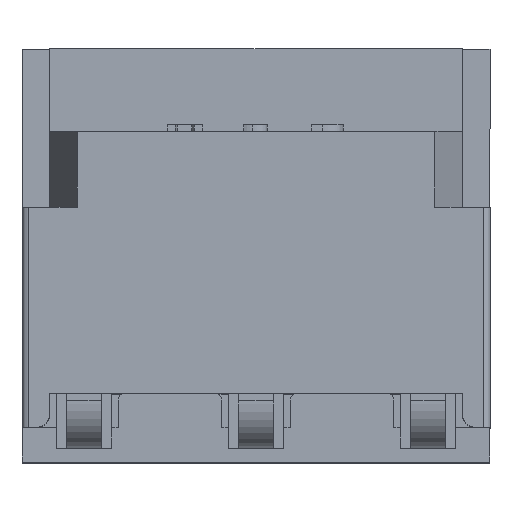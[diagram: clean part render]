
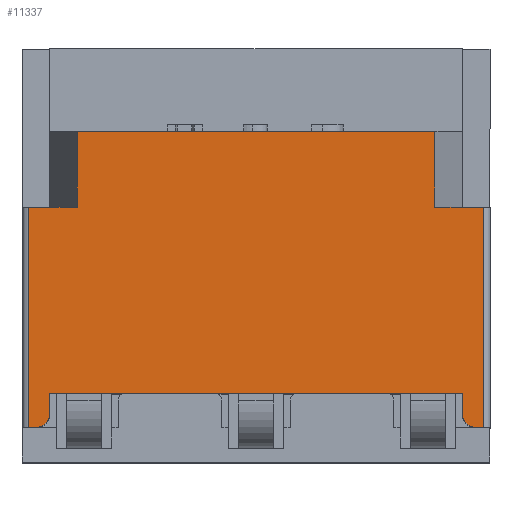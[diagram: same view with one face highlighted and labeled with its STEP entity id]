
A CAD part, top view. The second image highlights one B-rep face of the part: STEP entity #11337.
In plain terms, the highlighted planar face has unit normal (0, 0, 1).
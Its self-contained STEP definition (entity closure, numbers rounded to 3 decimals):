
#13 = ORIENTED_EDGE ( 'NONE', *, *, #5510, .F. ) ;
#66 = VERTEX_POINT ( 'NONE', #16134 ) ;
#176 = DIRECTION ( 'NONE',  ( 1., 0., 0. ) ) ;
#326 = LINE ( 'NONE', #8291, #10166 ) ;
#630 = EDGE_CURVE ( 'NONE', #3075, #2838, #11932, .T. ) ;
#675 = VECTOR ( 'NONE', #17139, 1000. ) ;
#846 = ORIENTED_EDGE ( 'NONE', *, *, #11086, .F. ) ;
#1007 = DIRECTION ( 'NONE',  ( 0., 1., 0. ) ) ;
#1121 = CARTESIAN_POINT ( 'NONE',  ( 3.2, 0., 3.4 ) ) ;
#1373 = VECTOR ( 'NONE', #6310, 1000. ) ;
#1599 = VERTEX_POINT ( 'NONE', #13113 ) ;
#2050 = VECTOR ( 'NONE', #1007, 1000. ) ;
#2089 = CARTESIAN_POINT ( 'NONE',  ( -3.3, 3.2, 3.4 ) ) ;
#2265 = ORIENTED_EDGE ( 'NONE', *, *, #14284, .T. ) ;
#2392 = LINE ( 'NONE', #7651, #2050 ) ;
#2445 = CARTESIAN_POINT ( 'NONE',  ( -3.3, 0., 3.4 ) ) ;
#2489 = VERTEX_POINT ( 'NONE', #4414 ) ;
#2505 = EDGE_CURVE ( 'NONE', #2838, #12450, #8425, .T. ) ;
#2615 = ORIENTED_EDGE ( 'NONE', *, *, #10771, .F. ) ;
#2690 = EDGE_CURVE ( 'NONE', #3597, #1599, #11794, .T. ) ;
#2838 = VERTEX_POINT ( 'NONE', #7876 ) ;
#2876 = VERTEX_POINT ( 'NONE', #2445 ) ;
#2915 = CARTESIAN_POINT ( 'NONE',  ( 3.2, 0.2, 3.4 ) ) ;
#2999 = VECTOR ( 'NONE', #176, 1000. ) ;
#3075 = VERTEX_POINT ( 'NONE', #2089 ) ;
#3597 = VERTEX_POINT ( 'NONE', #1121 ) ;
#3759 = CARTESIAN_POINT ( 'NONE',  ( -2.6, 4.3, 3.4 ) ) ;
#4106 = CARTESIAN_POINT ( 'NONE',  ( 3.3, 5.5, 3.4 ) ) ;
#4371 = CARTESIAN_POINT ( 'NONE',  ( 3.3, 3.2, 3.4 ) ) ;
#4414 = CARTESIAN_POINT ( 'NONE',  ( 3., 0.2, 3.4 ) ) ;
#4796 = VECTOR ( 'NONE', #11274, 1000. ) ;
#4817 = CIRCLE ( 'NONE', #7340, 0.2 ) ;
#5510 = EDGE_CURVE ( 'NONE', #13408, #6622, #14274, .T. ) ;
#5532 = DIRECTION ( 'NONE',  ( 0., 0., -1. ) ) ;
#5632 = DIRECTION ( 'NONE',  ( 0., 0., -1. ) ) ;
#5706 = ORIENTED_EDGE ( 'NONE', *, *, #9639, .F. ) ;
#5753 = EDGE_CURVE ( 'NONE', #6622, #17136, #4817, .T. ) ;
#5774 = DIRECTION ( 'NONE',  ( 1., 0., 0. ) ) ;
#5820 = LINE ( 'NONE', #6007, #7643 ) ;
#6007 = CARTESIAN_POINT ( 'NONE',  ( -2.6, 4.3, 3.4 ) ) ;
#6018 = VERTEX_POINT ( 'NONE', #12695 ) ;
#6125 = ORIENTED_EDGE ( 'NONE', *, *, #12004, .T. ) ;
#6310 = DIRECTION ( 'NONE',  ( 1., 0., 0. ) ) ;
#6591 = ORIENTED_EDGE ( 'NONE', *, *, #13002, .T. ) ;
#6622 = VERTEX_POINT ( 'NONE', #11534 ) ;
#6750 = EDGE_CURVE ( 'NONE', #66, #12576, #15049, .T. ) ;
#6825 = VECTOR ( 'NONE', #13209, 1000. ) ;
#6901 = CARTESIAN_POINT ( 'NONE',  ( -3.4, 3.2, 3.4 ) ) ;
#7227 = DIRECTION ( 'NONE',  ( 1., 0., 0. ) ) ;
#7340 = AXIS2_PLACEMENT_3D ( 'NONE', #15736, #9150, #16866 ) ;
#7643 = VECTOR ( 'NONE', #7227, 1000. ) ;
#7651 = CARTESIAN_POINT ( 'NONE',  ( 3., 0.2, 3.4 ) ) ;
#7876 = CARTESIAN_POINT ( 'NONE',  ( -2.6, 3.2, 3.4 ) ) ;
#8116 = LINE ( 'NONE', #4106, #8183 ) ;
#8134 = CARTESIAN_POINT ( 'NONE',  ( 3.4, 3.2, 3.4 ) ) ;
#8183 = VECTOR ( 'NONE', #9406, 1000. ) ;
#8280 = LINE ( 'NONE', #12255, #16628 ) ;
#8291 = CARTESIAN_POINT ( 'NONE',  ( -3.3, 5.5, 3.4 ) ) ;
#8425 = LINE ( 'NONE', #13688, #4796 ) ;
#8476 = VECTOR ( 'NONE', #5774, 1000. ) ;
#8489 = EDGE_CURVE ( 'NONE', #1599, #12576, #8116, .T. ) ;
#8672 = CARTESIAN_POINT ( 'NONE',  ( -3.4, 0., 3.4 ) ) ;
#9150 = DIRECTION ( 'NONE',  ( 0., 0., -1. ) ) ;
#9406 = DIRECTION ( 'NONE',  ( 0., 1., 0. ) ) ;
#9489 = DIRECTION ( 'NONE',  ( 0., -1., 0. ) ) ;
#9639 = EDGE_CURVE ( 'NONE', #2489, #9740, #2392, .T. ) ;
#9740 = VERTEX_POINT ( 'NONE', #15804 ) ;
#9904 = EDGE_CURVE ( 'NONE', #12450, #6018, #5820, .T. ) ;
#9960 = LINE ( 'NONE', #8672, #1373 ) ;
#10166 = VECTOR ( 'NONE', #9489, 1000. ) ;
#10312 = PLANE ( 'NONE',  #14986 ) ;
#10348 = CARTESIAN_POINT ( 'NONE',  ( 2.6, 3.2, 3.4 ) ) ;
#10694 = LINE ( 'NONE', #10348, #6825 ) ;
#10771 = EDGE_CURVE ( 'NONE', #9740, #13408, #8280, .T. ) ;
#10905 = DIRECTION ( 'NONE',  ( -1., 0., 0. ) ) ;
#11086 = EDGE_CURVE ( 'NONE', #3597, #2489, #14145, .T. ) ;
#11274 = DIRECTION ( 'NONE',  ( 0., 1., 0. ) ) ;
#11337 = ADVANCED_FACE ( 'NONE', ( #11527 ), #10312, .F. ) ;
#11527 = FACE_OUTER_BOUND ( 'NONE', #14663, .T. ) ;
#11534 = CARTESIAN_POINT ( 'NONE',  ( -3., 0.2, 3.4 ) ) ;
#11597 = ORIENTED_EDGE ( 'NONE', *, *, #8489, .T. ) ;
#11794 = LINE ( 'NONE', #15773, #13650 ) ;
#11932 = LINE ( 'NONE', #6901, #2999 ) ;
#12004 = EDGE_CURVE ( 'NONE', #2876, #17136, #9960, .T. ) ;
#12255 = CARTESIAN_POINT ( 'NONE',  ( -3., 0.5, 3.4 ) ) ;
#12450 = VERTEX_POINT ( 'NONE', #3759 ) ;
#12576 = VERTEX_POINT ( 'NONE', #4371 ) ;
#12625 = ORIENTED_EDGE ( 'NONE', *, *, #2690, .T. ) ;
#12695 = CARTESIAN_POINT ( 'NONE',  ( 2.6, 4.3, 3.4 ) ) ;
#13002 = EDGE_CURVE ( 'NONE', #66, #6018, #10694, .T. ) ;
#13113 = CARTESIAN_POINT ( 'NONE',  ( 3.3, 0., 3.4 ) ) ;
#13144 = CARTESIAN_POINT ( 'NONE',  ( -3., 0.2, 3.4 ) ) ;
#13209 = DIRECTION ( 'NONE',  ( 0., 1., 0. ) ) ;
#13327 = CARTESIAN_POINT ( 'NONE',  ( -3.4, 5.5, 3.4 ) ) ;
#13408 = VERTEX_POINT ( 'NONE', #13800 ) ;
#13410 = DIRECTION ( 'NONE',  ( 1., 0., 0. ) ) ;
#13548 = ORIENTED_EDGE ( 'NONE', *, *, #9904, .F. ) ;
#13550 = CARTESIAN_POINT ( 'NONE',  ( -3.2, 0., 3.4 ) ) ;
#13582 = DIRECTION ( 'NONE',  ( -1., 0., 0. ) ) ;
#13650 = VECTOR ( 'NONE', #13410, 1000. ) ;
#13688 = CARTESIAN_POINT ( 'NONE',  ( -2.6, 3.2, 3.4 ) ) ;
#13800 = CARTESIAN_POINT ( 'NONE',  ( -3., 0.5, 3.4 ) ) ;
#13865 = AXIS2_PLACEMENT_3D ( 'NONE', #2915, #5632, #10905 ) ;
#14145 = CIRCLE ( 'NONE', #13865, 0.2 ) ;
#14274 = LINE ( 'NONE', #13144, #675 ) ;
#14284 = EDGE_CURVE ( 'NONE', #3075, #2876, #326, .T. ) ;
#14663 = EDGE_LOOP ( 'NONE', ( #12625, #11597, #15790, #6591, #13548, #16877, #16676, #2265, #6125, #17085, #13, #2615, #5706, #846 ) ) ;
#14854 = DIRECTION ( 'NONE',  ( -1., 0., 0. ) ) ;
#14986 = AXIS2_PLACEMENT_3D ( 'NONE', #13327, #5532, #13582 ) ;
#15049 = LINE ( 'NONE', #8134, #8476 ) ;
#15736 = CARTESIAN_POINT ( 'NONE',  ( -3.2, 0.2, 3.4 ) ) ;
#15773 = CARTESIAN_POINT ( 'NONE',  ( -3.4, 0., 3.4 ) ) ;
#15790 = ORIENTED_EDGE ( 'NONE', *, *, #6750, .F. ) ;
#15804 = CARTESIAN_POINT ( 'NONE',  ( 3., 0.5, 3.4 ) ) ;
#16134 = CARTESIAN_POINT ( 'NONE',  ( 2.6, 3.2, 3.4 ) ) ;
#16628 = VECTOR ( 'NONE', #14854, 1000. ) ;
#16676 = ORIENTED_EDGE ( 'NONE', *, *, #630, .F. ) ;
#16866 = DIRECTION ( 'NONE',  ( 1., 0., 0. ) ) ;
#16877 = ORIENTED_EDGE ( 'NONE', *, *, #2505, .F. ) ;
#17085 = ORIENTED_EDGE ( 'NONE', *, *, #5753, .F. ) ;
#17136 = VERTEX_POINT ( 'NONE', #13550 ) ;
#17139 = DIRECTION ( 'NONE',  ( 0., -1., 0. ) ) ;
